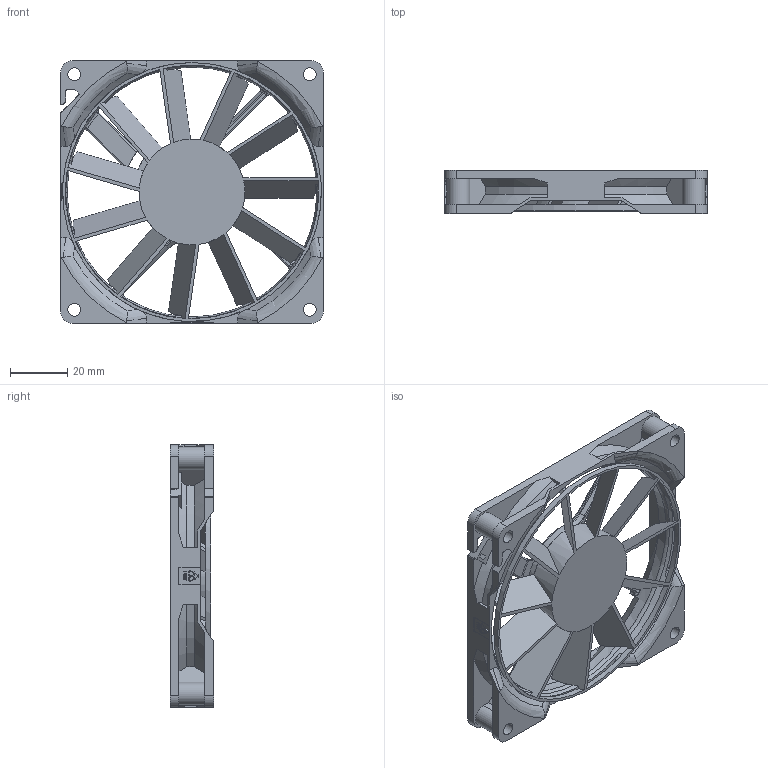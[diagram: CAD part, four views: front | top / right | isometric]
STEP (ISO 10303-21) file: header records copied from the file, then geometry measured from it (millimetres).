
FILE_DESCRIPTION((''),'2;1');
FILE_NAME('AFC0912DB-F00','2016-12-09T',('durant.qian'),(''),'PRO/ENGINEER BY PARAMETRIC TECHNOLOGY CORPORATION, 2012480','PRO/ENGINEER BY PARAMETRIC TECHNOLOGY CORPORATION, 2012480','');
FILE_SCHEMA(('CONFIG_CONTROL_DESIGN'));
Length unit declared in the file: millimetre
Products named in the file (1): AFC0912DB-F00
Bounding box: 92 x 15.2 x 92 mm (x, y, z)
Volume: 36354.4 mm3; surface area: 32183.8 mm2
Topology: 2 solids, 2 shells, 596 faces, 1759 edges, 1167 vertices
Faces by surface type: plane 332, cylinder 168, cone 41, torus 35, bspline 20
Entity records: 21289 total; most frequent: CARTESIAN_POINT 5382, ORIENTED_EDGE 3518, DIRECTION 3143, EDGE_CURVE 1759, VERTEX_POINT 1167, AXIS2_PLACEMENT_3D 1078, VECTOR 987, LINE 987
